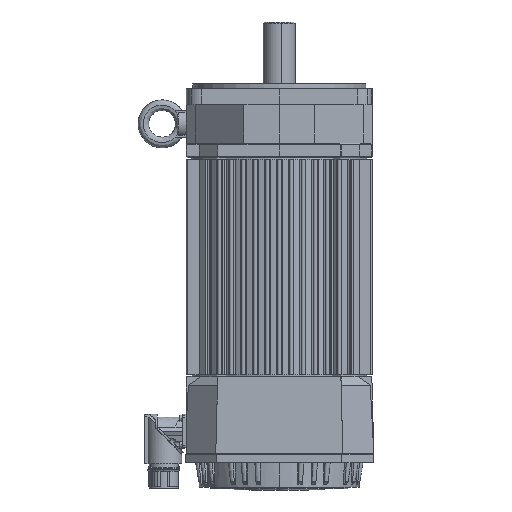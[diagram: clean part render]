
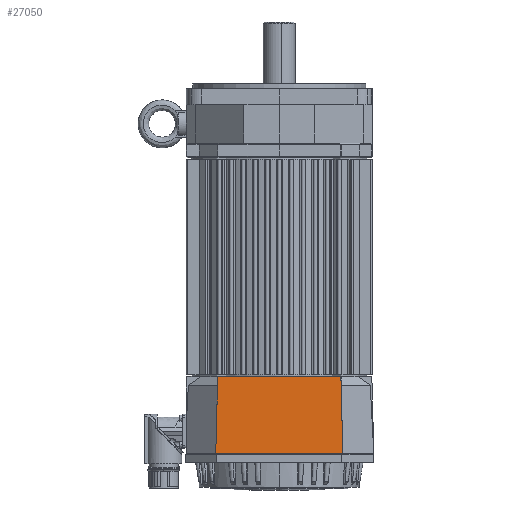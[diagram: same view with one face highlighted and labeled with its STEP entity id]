
A CAD part, left-side view. The second image highlights one B-rep face of the part: STEP entity #27050.
In plain terms, the highlighted planar face has unit normal (-1, 0, 0.026).
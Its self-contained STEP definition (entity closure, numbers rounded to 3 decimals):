
#26558=CARTESIAN_POINT('',(-71.006,-47.717,-59.));
#26559=VERTEX_POINT('',#26558);
#26566=CARTESIAN_POINT('',(-71.006,47.717,-59.));
#26567=VERTEX_POINT('',#26566);
#26568=CARTESIAN_POINT('',(-71.006,47.717,-59.));
#26569=DIRECTION('',(0.,-1.0,0.0));
#26570=VECTOR('',#26569,95.434);
#26571=LINE('',#26568,#26570);
#26572=EDGE_CURVE('',#26567,#26559,#26571,.T.);
#26994=CARTESIAN_POINT('',(-69.5,46.25,-1.5));
#26995=VERTEX_POINT('',#26994);
#26996=CARTESIAN_POINT('',(-69.5,46.25,-1.5));
#26997=DIRECTION('',(-0.026,0.025,-0.999));
#26998=VECTOR('',#26997,57.538);
#26999=LINE('',#26996,#26998);
#27000=EDGE_CURVE('',#26995,#26567,#26999,.T.);
#27027=CARTESIAN_POINT('',(-69.5,46.25,-1.5));
#27028=DIRECTION('',(-1.,0.,0.026));
#27029=DIRECTION('',(0.,1.0,0.));
#27030=AXIS2_PLACEMENT_3D('',#27027,#27028,#27029);
#27031=PLANE('',#27030);
#27032=ORIENTED_EDGE('',*,*,#26572,.T.);
#27033=CARTESIAN_POINT('',(-69.5,-46.25,-1.5));
#27034=VERTEX_POINT('',#27033);
#27035=CARTESIAN_POINT('',(-69.5,-46.25,-1.5));
#27036=DIRECTION('',(-0.026,-0.025,-0.999));
#27037=VECTOR('',#27036,57.538);
#27038=LINE('',#27035,#27037);
#27039=EDGE_CURVE('',#27034,#26559,#27038,.T.);
#27040=ORIENTED_EDGE('',*,*,#27039,.F.);
#27041=CARTESIAN_POINT('',(-69.5,46.25,-1.5));
#27042=DIRECTION('',(0.,-1.0,0.0));
#27043=VECTOR('',#27042,92.5);
#27044=LINE('',#27041,#27043);
#27045=EDGE_CURVE('',#26995,#27034,#27044,.T.);
#27046=ORIENTED_EDGE('',*,*,#27045,.F.);
#27047=ORIENTED_EDGE('',*,*,#27000,.T.);
#27048=EDGE_LOOP('',(#27032,#27040,#27046,#27047));
#27049=FACE_OUTER_BOUND('',#27048,.T.);
#27050=ADVANCED_FACE('',(#27049),#27031,.T.);
